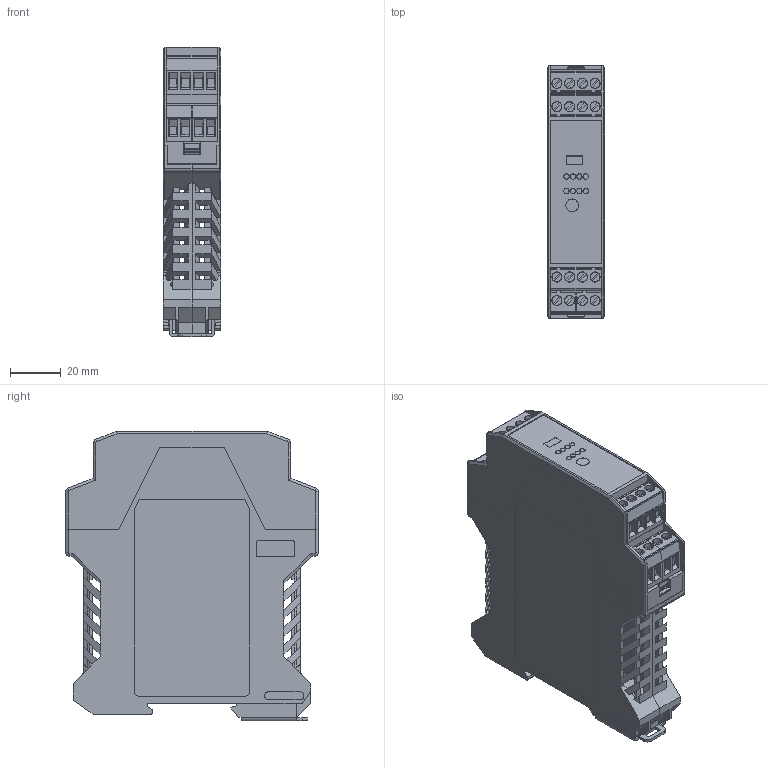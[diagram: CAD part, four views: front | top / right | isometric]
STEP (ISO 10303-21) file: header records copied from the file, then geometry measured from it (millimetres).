
FILE_DESCRIPTION((''),'2;1');
FILE_NAME('DM_CAD-1759A_ASM','2016-02-04T',('Creinig-se'),(''),'PRO/ENGINEER BY PARAMETRIC TECHNOLOGY CORPORATION, 2013050','PRO/ENGINEER BY PARAMETRIC TECHNOLOGY CORPORATION, 2013050','');
FILE_SCHEMA(('CONFIG_CONTROL_DESIGN'));
Products named in the file (20): PRODUCT_1035_PRODUCT_VERSION_ID; PRODUCT_1036_PRODUCT_VERSION_ID; PRODUCT_1037_PRODUCT_VERSION_ID; PRODUCT_1038_PRODUCT_VERSION_ID; PRODUCT_1039_PRODUCT_VERSION_ID_ASM; PRODUCT_1040_PRODUCT_VERSION_ID; PRODUCT_1041_PRODUCT_VERSION_ID; PRODUCT_1042_PRODUCT_VERSION_ID; PRODUCT_1043_PRODUCT_VERSION_ID; PRODUCT_1044_PRODUCT_VERSION_ID; MANIFOLD_SOLID_BREP_59936; MANIFOLD_SOLID_BREP_59937; MANIFOLD_SOLID_BREP_59938; MANIFOLD_SOLID_BREP_59939; PRODUCT_1045_PRODUCT_VERSION_ID_ASM; PRODUCT_1046_PRODUCT_VERSION_ID; PRODUCT_1047_PRODUCT_VERSION_ID; ID_1_PRODUCT_VERSION_ID-1130; ID_1_PRODUCT_VERSION_ID-1131; DM_CAD-1759A_ASM
Assembly tree (25 placements, depth 3):
  DM_CAD-1759A_ASM
    PRODUCT_1039_PRODUCT_VERSION_ID_ASM
      PRODUCT_1035_PRODUCT_VERSION_ID
      PRODUCT_1036_PRODUCT_VERSION_ID
      PRODUCT_1037_PRODUCT_VERSION_ID
      PRODUCT_1038_PRODUCT_VERSION_ID  x2
    PRODUCT_1040_PRODUCT_VERSION_ID  x2
    PRODUCT_1041_PRODUCT_VERSION_ID  x2
    PRODUCT_1042_PRODUCT_VERSION_ID  x3
    PRODUCT_1043_PRODUCT_VERSION_ID
    PRODUCT_1044_PRODUCT_VERSION_ID
    PRODUCT_1045_PRODUCT_VERSION_ID_ASM  x2
      MANIFOLD_SOLID_BREP_59936
      MANIFOLD_SOLID_BREP_59937
      MANIFOLD_SOLID_BREP_59938
      MANIFOLD_SOLID_BREP_59939
    PRODUCT_1046_PRODUCT_VERSION_ID
    PRODUCT_1047_PRODUCT_VERSION_ID
    ID_1_PRODUCT_VERSION_ID-1130
    ID_1_PRODUCT_VERSION_ID-1131
Bounding box: 22.6 x 99 x 113.6 mm (x, y, z)
Volume: 74460.6 mm3; surface area: 79708.3 mm2
Topology: 26 solids, 26 shells, 3164 faces, 8637 edges, 5580 vertices
Faces by surface type: plane 2556, cylinder 554, cone 44, torus 10
Entity records: 95210 total; most frequent: CARTESIAN_POINT 11430, ORIENTED_EDGE 11246, DIRECTION 10468, PRESENTATION_STYLE_ASSIGNMENT 7083, STYLED_ITEM 6435, EDGE_CURVE 5623, CURVE_STYLE 5517, VECTOR 4844
